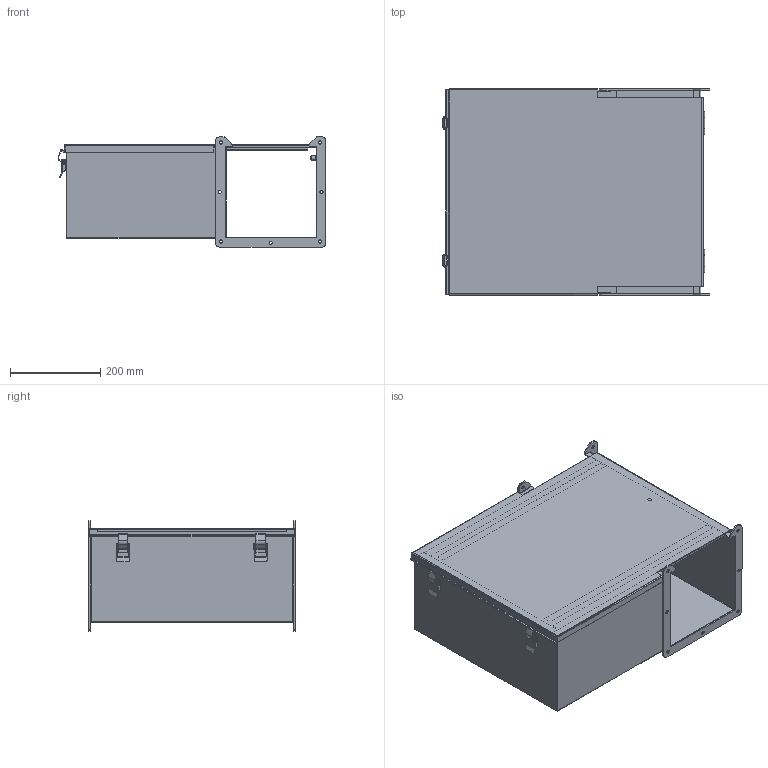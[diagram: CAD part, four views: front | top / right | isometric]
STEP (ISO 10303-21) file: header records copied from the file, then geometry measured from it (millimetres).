
FILE_DESCRIPTION (( 'STEP AP203' ), '1' );
FILE_NAME ('1485EJ.step', '2020-11-19T14:40:27', ( 'ADC123' ), ( 'Microsoft' ), 'SwSTEP 2.0', 'SolidWorks 2019', '' );
FILE_SCHEMA (( 'CONFIG_CONTROL_DESIGN' ));
Length unit declared in the file: inch
Products named in the file (1): 1485EJ
Bounding box: 592.86 x 457.2 x 244.47 mm (x, y, z)
Volume: 2160194.4 mm3; surface area: 2299954.3 mm2
Topology: 30 solids, 30 shells, 594 faces, 1536 edges, 1006 vertices
Faces by surface type: plane 356, cylinder 216, cone 18, bspline 4
Full cylindrical faces by diameter (mm): 3.175 x4, 3.302 x4, 3.967 x6, 3.969 x4, 4.166 x4, 4.763 x6, 6.731 x4, 7.137 x14, 9.525 x6
Entity records: 17789 total; most frequent: CARTESIAN_POINT 3179, DIRECTION 3054, ORIENTED_EDGE 2888, EDGE_CURVE 1444, AXIS2_PLACEMENT_3D 1039, VERTEX_POINT 992, LINE 976, VECTOR 976
